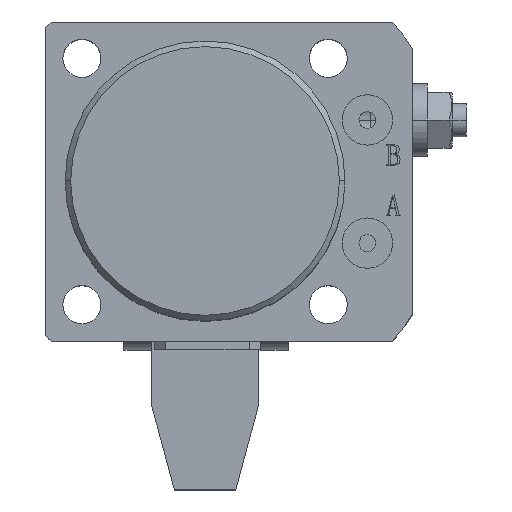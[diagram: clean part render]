
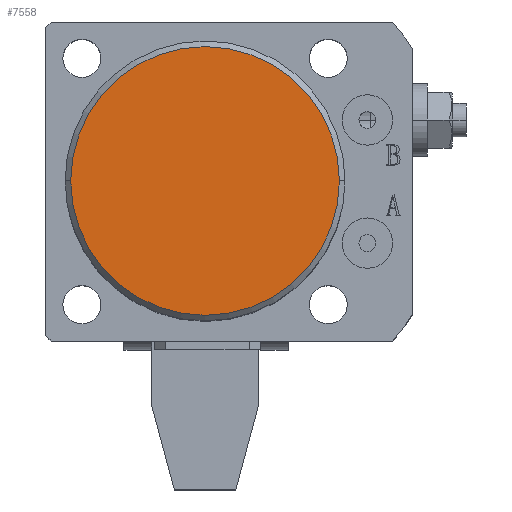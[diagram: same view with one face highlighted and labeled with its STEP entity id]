
A CAD part, top view. The second image highlights one B-rep face of the part: STEP entity #7558.
In plain terms, the highlighted planar face has unit normal (0, 0, 1).
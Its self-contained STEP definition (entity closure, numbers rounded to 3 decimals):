
#2091 = AXIS2_PLACEMENT_3D ( 'NONE', #2483, #2478, #2476 ) ;
#2112 = AXIS2_PLACEMENT_3D ( 'NONE', #2481, #2480, #2479 ) ;
#2380 = AXIS2_PLACEMENT_3D ( 'NONE', #4296, #4304, #4305 ) ;
#2476 = DIRECTION ( 'NONE',  ( 1., 0., 0. ) ) ;
#2478 = DIRECTION ( 'NONE',  ( 0., 0., 1. ) ) ;
#2479 = DIRECTION ( 'NONE',  ( 1., 0., 0. ) ) ;
#2480 = DIRECTION ( 'NONE',  ( 0., 0., 1. ) ) ;
#2481 = CARTESIAN_POINT ( 'NONE',  ( 0., 0., 85. ) ) ;
#2483 = CARTESIAN_POINT ( 'NONE',  ( 0., 0., 85. ) ) ;
#2863 = EDGE_CURVE ( 'NONE', #9323, #9277, #8295, .T. ) ;
#2978 = EDGE_CURVE ( 'NONE', #9277, #9323, #8415, .T. ) ;
#4296 = CARTESIAN_POINT ( 'NONE',  ( 0., 0., 85. ) ) ;
#4301 = PLANE ( 'NONE',  #2380 ) ;
#4304 = DIRECTION ( 'NONE',  ( 0., 0., 1. ) ) ;
#4305 = DIRECTION ( 'NONE',  ( 1., 0., 0. ) ) ;
#4407 = CARTESIAN_POINT ( 'NONE',  ( -24., 0., 85. ) ) ;
#4453 = CARTESIAN_POINT ( 'NONE',  ( 24., 0., 85. ) ) ;
#5347 = EDGE_LOOP ( 'NONE', ( #9194, #9198 ) ) ;
#7558 = ADVANCED_FACE ( 'NONE', ( #9085 ), #4301, .T. ) ;
#8295 = CIRCLE ( 'NONE', #2091, 24. ) ;
#8415 = CIRCLE ( 'NONE', #2112, 24. ) ;
#9085 = FACE_OUTER_BOUND ( 'NONE', #5347, .T. ) ;
#9194 = ORIENTED_EDGE ( 'NONE', *, *, #2978, .T. ) ;
#9198 = ORIENTED_EDGE ( 'NONE', *, *, #2863, .T. ) ;
#9277 = VERTEX_POINT ( 'NONE', #4407 ) ;
#9323 = VERTEX_POINT ( 'NONE', #4453 ) ;
